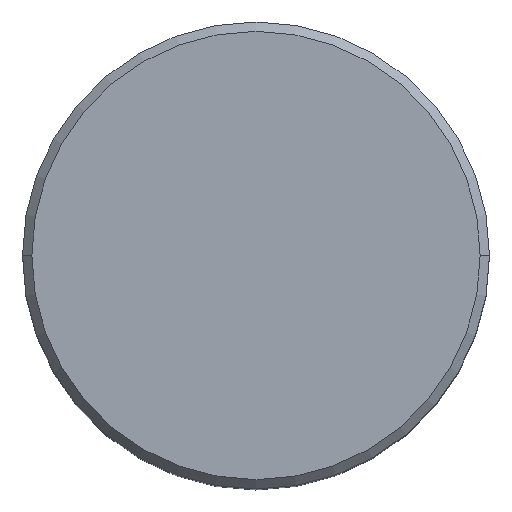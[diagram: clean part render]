
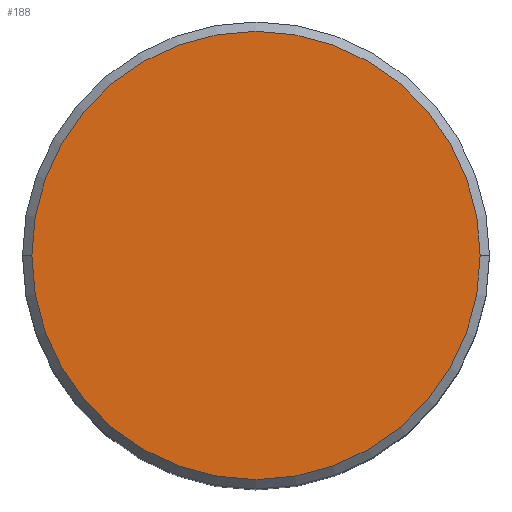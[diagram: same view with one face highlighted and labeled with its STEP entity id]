
A CAD part, top view. The second image highlights one B-rep face of the part: STEP entity #188.
In plain terms, the highlighted planar face has unit normal (0, 0, 1).
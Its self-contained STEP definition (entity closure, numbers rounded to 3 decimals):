
#84 = EDGE_CURVE ( 'NONE', #85, #127, #301, .T. ) ;
#85 = VERTEX_POINT ( 'NONE', #296 ) ;
#107 = ORIENTED_EDGE ( 'NONE', *, *, #84, .T. ) ;
#115 = EDGE_CURVE ( 'NONE', #127, #85, #503, .T. ) ;
#127 = VERTEX_POINT ( 'NONE', #435 ) ;
#179 = ORIENTED_EDGE ( 'NONE', *, *, #115, .T. ) ;
#188 = ADVANCED_FACE ( 'NONE', ( #635 ), #643, .T. ) ;
#189 = EDGE_LOOP ( 'NONE', ( #179, #107 ) ) ;
#296 = CARTESIAN_POINT ( 'NONE',  ( 12., 0., 0. ) ) ;
#297 = DIRECTION ( 'NONE',  ( 1., 0., 0. ) ) ;
#298 = DIRECTION ( 'NONE',  ( 0., 0., 1. ) ) ;
#299 = CARTESIAN_POINT ( 'NONE',  ( 0., 0., 0. ) ) ;
#300 = AXIS2_PLACEMENT_3D ( 'NONE', #299, #298, #297 ) ;
#301 = CIRCLE ( 'NONE', #300, 12. ) ;
#435 = CARTESIAN_POINT ( 'NONE',  ( -12., 0., 0. ) ) ;
#500 = DIRECTION ( 'NONE',  ( 1., 0., 0. ) ) ;
#501 = DIRECTION ( 'NONE',  ( 0., 0., 1. ) ) ;
#502 = AXIS2_PLACEMENT_3D ( 'NONE', #561, #501, #500 ) ;
#503 = CIRCLE ( 'NONE', #502, 12. ) ;
#561 = CARTESIAN_POINT ( 'NONE',  ( 0., 0., 0. ) ) ;
#635 = FACE_OUTER_BOUND ( 'NONE', #189, .T. ) ;
#638 = DIRECTION ( 'NONE',  ( 0., 0., 1. ) ) ;
#639 = CARTESIAN_POINT ( 'NONE',  ( 0., 0., 0. ) ) ;
#640 = AXIS2_PLACEMENT_3D ( 'NONE', #639, #638, #676 ) ;
#643 = PLANE ( 'NONE',  #640 ) ;
#676 = DIRECTION ( 'NONE',  ( 1., 0., 0. ) ) ;
